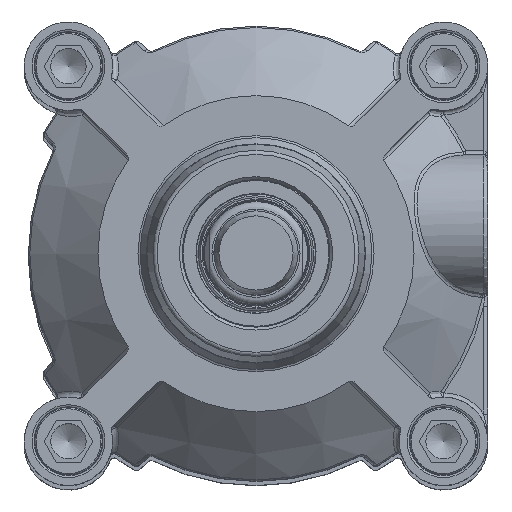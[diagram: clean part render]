
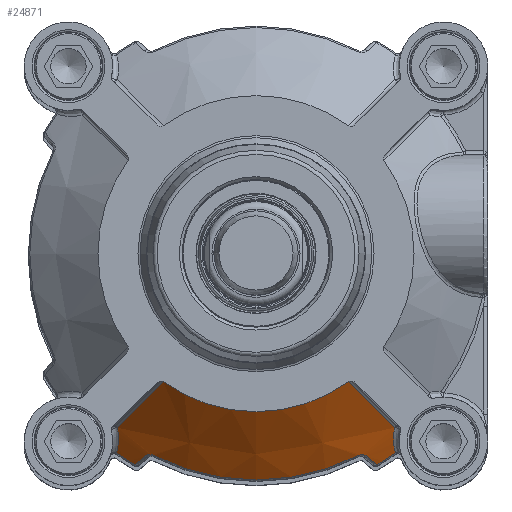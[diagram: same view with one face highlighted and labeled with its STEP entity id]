
A CAD part, top view. The second image highlights one B-rep face of the part: STEP entity #24871.
In plain terms, the highlighted conical face has half-angle 47.936 degrees and reference radius 47.75 mm.
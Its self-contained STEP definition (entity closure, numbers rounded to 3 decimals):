
#23619=CARTESIAN_POINT('',(-22.019,-30.355,48.5));
#23620=VERTEX_POINT('',#23619);
#23636=CARTESIAN_POINT('',(22.019,-30.355,48.5));
#23637=VERTEX_POINT('',#23636);
#23638=CARTESIAN_POINT('',(0.0,0.0,48.5));
#23639=DIRECTION('',(0.0,0.0,1.0));
#23640=DIRECTION('',(1.0,0.0,0.0));
#23641=AXIS2_PLACEMENT_3D('',#23638,#23639,#23640);
#23642=CIRCLE('',#23641,37.5);
#23643=EDGE_CURVE('',#23620,#23637,#23642,.T.);
#23931=CARTESIAN_POINT('',(32.903,-41.282,34.702));
#23932=VERTEX_POINT('',#23931);
#24003=CARTESIAN_POINT('',(22.019,-30.355,48.5));
#24004=CARTESIAN_POINT('',(25.649,-34.005,43.91));
#24005=CARTESIAN_POINT('',(29.276,-37.645,39.308));
#24006=CARTESIAN_POINT('',(32.903,-41.282,34.702));
#24007=B_SPLINE_CURVE_WITH_KNOTS('',3,(#24003,#24004,#24005,#24006),.UNSPECIFIED.,.F.,.U.,(4,4),(-2.488,-0.418),.UNSPECIFIED.);
#24008=EDGE_CURVE('',#23637,#23932,#24007,.T.);
#24048=CARTESIAN_POINT('',(33.093,-47.23,30.298));
#24049=VERTEX_POINT('',#24048);
#24149=CARTESIAN_POINT('',(32.903,-41.282,34.702));
#24150=CARTESIAN_POINT('',(32.691,-42.183,34.185));
#24151=CARTESIAN_POINT('',(32.474,-44.275,32.8));
#24152=CARTESIAN_POINT('',(32.781,-46.193,31.226));
#24153=CARTESIAN_POINT('',(33.093,-47.23,30.298));
#24154=B_SPLINE_CURVE_WITH_KNOTS('',3,(#24149,#24150,#24151,#24152,#24153),.UNSPECIFIED.,.F.,.U.,(4,1,4),(-8.955,-8.635,-8.209),.UNSPECIFIED.);
#24155=EDGE_CURVE('',#23932,#24049,#24154,.T.);
#24185=CARTESIAN_POINT('',(28.682,-50.032,30.298));
#24186=VERTEX_POINT('',#24185);
#24210=CARTESIAN_POINT('',(0.,0.,30.298));
#24211=DIRECTION('',(0.0,0.0,-1.0));
#24212=DIRECTION('',(0.54,-0.842,0.0));
#24213=AXIS2_PLACEMENT_3D('',#24210,#24211,#24212);
#24214=CIRCLE('',#24213,57.67);
#24215=EDGE_CURVE('',#24049,#24186,#24214,.T.);
#24259=CARTESIAN_POINT('',(26.49,-48.141,32.754));
#24260=VERTEX_POINT('',#24259);
#24261=CARTESIAN_POINT('',(24.254,-47.877,33.908));
#24262=VERTEX_POINT('',#24261);
#24263=CARTESIAN_POINT('',(26.49,-48.141,32.754));
#24264=CARTESIAN_POINT('',(26.269,-47.95,33.002));
#24265=CARTESIAN_POINT('',(25.813,-47.699,33.398));
#24266=CARTESIAN_POINT('',(24.994,-47.619,33.81));
#24267=CARTESIAN_POINT('',(24.485,-47.76,33.908));
#24268=CARTESIAN_POINT('',(24.254,-47.877,33.908));
#24269=B_SPLINE_CURVE_WITH_KNOTS('',3,(#24263,#24264,#24265,#24266,#24267,#24268),.UNSPECIFIED.,.F.,.U.,(4,1,1,4),(-0.268,-0.153,-0.077,0.),.UNSPECIFIED.);
#24270=EDGE_CURVE('',#24260,#24262,#24269,.T.);
#24354=CARTESIAN_POINT('',(-24.254,-47.877,33.908));
#24355=VERTEX_POINT('',#24354);
#24363=CARTESIAN_POINT('',(-26.49,-48.141,32.754));
#24364=VERTEX_POINT('',#24363);
#24365=CARTESIAN_POINT('',(-24.254,-47.877,33.908));
#24366=CARTESIAN_POINT('',(-24.485,-47.76,33.908));
#24367=CARTESIAN_POINT('',(-24.991,-47.62,33.81));
#24368=CARTESIAN_POINT('',(-25.812,-47.698,33.399));
#24369=CARTESIAN_POINT('',(-26.269,-47.95,33.002));
#24370=CARTESIAN_POINT('',(-26.49,-48.141,32.754));
#24371=B_SPLINE_CURVE_WITH_KNOTS('',3,(#24365,#24366,#24367,#24368,#24369,#24370),.UNSPECIFIED.,.F.,.U.,(4,1,1,4),(-0.268,-0.191,-0.115,0.),.UNSPECIFIED.);
#24372=EDGE_CURVE('',#24355,#24364,#24371,.T.);
#24390=CARTESIAN_POINT('',(0.,0.0,33.908));
#24391=DIRECTION('',(0.0,0.0,-1.0));
#24392=DIRECTION('',(0.0,-1.0,0.0));
#24393=AXIS2_PLACEMENT_3D('',#24390,#24391,#24392);
#24394=CIRCLE('',#24393,53.67);
#24395=EDGE_CURVE('',#24262,#24355,#24394,.T.);
#24424=CARTESIAN_POINT('',(-28.682,-50.032,30.298));
#24425=VERTEX_POINT('',#24424);
#24465=CARTESIAN_POINT('',(-26.49,-48.141,32.754));
#24466=CARTESIAN_POINT('',(-27.222,-48.772,31.937));
#24467=CARTESIAN_POINT('',(-27.953,-49.402,31.118));
#24468=CARTESIAN_POINT('',(-28.682,-50.032,30.298));
#24469=B_SPLINE_CURVE_WITH_KNOTS('',3,(#24465,#24466,#24467,#24468),.UNSPECIFIED.,.F.,.U.,(4,4),(-1.565,-1.186),.UNSPECIFIED.);
#24470=EDGE_CURVE('',#24364,#24425,#24469,.T.);
#24519=CARTESIAN_POINT('',(-33.093,-47.23,30.298));
#24520=VERTEX_POINT('',#24519);
#24553=CARTESIAN_POINT('',(0.0,0.0,30.298));
#24554=DIRECTION('',(0.0,0.0,-1.0));
#24555=DIRECTION('',(-0.54,-0.842,0.0));
#24556=AXIS2_PLACEMENT_3D('',#24553,#24554,#24555);
#24557=CIRCLE('',#24556,57.67);
#24558=EDGE_CURVE('',#24425,#24520,#24557,.T.);
#24587=CARTESIAN_POINT('',(-32.903,-41.282,34.702));
#24588=VERTEX_POINT('',#24587);
#24632=CARTESIAN_POINT('',(-33.093,-47.23,30.298));
#24633=CARTESIAN_POINT('',(-32.893,-46.566,30.892));
#24634=CARTESIAN_POINT('',(-32.75,-45.877,31.475));
#24635=CARTESIAN_POINT('',(-32.585,-44.383,32.657));
#24636=CARTESIAN_POINT('',(-32.575,-43.565,33.256));
#24637=CARTESIAN_POINT('',(-32.709,-42.255,34.121));
#24638=CARTESIAN_POINT('',(-32.788,-41.769,34.422));
#24639=CARTESIAN_POINT('',(-32.903,-41.282,34.702));
#24640=B_SPLINE_CURVE_WITH_KNOTS('',3,(#24632,#24633,#24634,#24635,#24636,#24637,#24638,#24639),.UNSPECIFIED.,.F.,.U.,(4,2,2,4),(-8.752,-8.48,-8.178,-8.005),.UNSPECIFIED.);
#24641=EDGE_CURVE('',#24520,#24588,#24640,.T.);
#24684=CARTESIAN_POINT('',(-32.903,-41.282,34.702));
#24685=CARTESIAN_POINT('',(-29.276,-37.645,39.308));
#24686=CARTESIAN_POINT('',(-25.649,-34.005,43.91));
#24687=CARTESIAN_POINT('',(-22.019,-30.355,48.5));
#24688=B_SPLINE_CURVE_WITH_KNOTS('',3,(#24684,#24685,#24686,#24687),.UNSPECIFIED.,.F.,.U.,(4,4),(-2.108,-0.039),.UNSPECIFIED.);
#24689=EDGE_CURVE('',#24588,#23620,#24688,.T.);
#24802=CARTESIAN_POINT('',(28.682,-50.032,30.298));
#24803=CARTESIAN_POINT('',(27.953,-49.402,31.118));
#24804=CARTESIAN_POINT('',(27.222,-48.772,31.937));
#24805=CARTESIAN_POINT('',(26.49,-48.141,32.754));
#24806=B_SPLINE_CURVE_WITH_KNOTS('',3,(#24802,#24803,#24804,#24805),.UNSPECIFIED.,.F.,.U.,(4,4),(-3.15,-2.771),.UNSPECIFIED.);
#24807=EDGE_CURVE('',#24186,#24260,#24806,.T.);
#24852=CARTESIAN_POINT('',(0.0,0.0,39.25));
#24853=DIRECTION('',(0.0,0.0,-1.0));
#24854=DIRECTION('',(0.707,-0.707,0.0));
#24855=AXIS2_PLACEMENT_3D('',#24852,#24853,#24854);
#24856=CONICAL_SURFACE('',#24855,47.75,47.936);
#24857=ORIENTED_EDGE('',*,*,#24689,.F.);
#24858=ORIENTED_EDGE('',*,*,#24641,.F.);
#24859=ORIENTED_EDGE('',*,*,#24558,.F.);
#24860=ORIENTED_EDGE('',*,*,#24470,.F.);
#24861=ORIENTED_EDGE('',*,*,#24372,.F.);
#24862=ORIENTED_EDGE('',*,*,#24395,.F.);
#24863=ORIENTED_EDGE('',*,*,#24270,.F.);
#24864=ORIENTED_EDGE('',*,*,#24807,.F.);
#24865=ORIENTED_EDGE('',*,*,#24215,.F.);
#24866=ORIENTED_EDGE('',*,*,#24155,.F.);
#24867=ORIENTED_EDGE('',*,*,#24008,.F.);
#24868=ORIENTED_EDGE('',*,*,#23643,.F.);
#24869=EDGE_LOOP('',(#24857,#24858,#24859,#24860,#24861,#24862,#24863,#24864,#24865,#24866,#24867,#24868));
#24870=FACE_OUTER_BOUND('',#24869,.T.);
#24871=ADVANCED_FACE('',(#24870),#24856,.T.);
